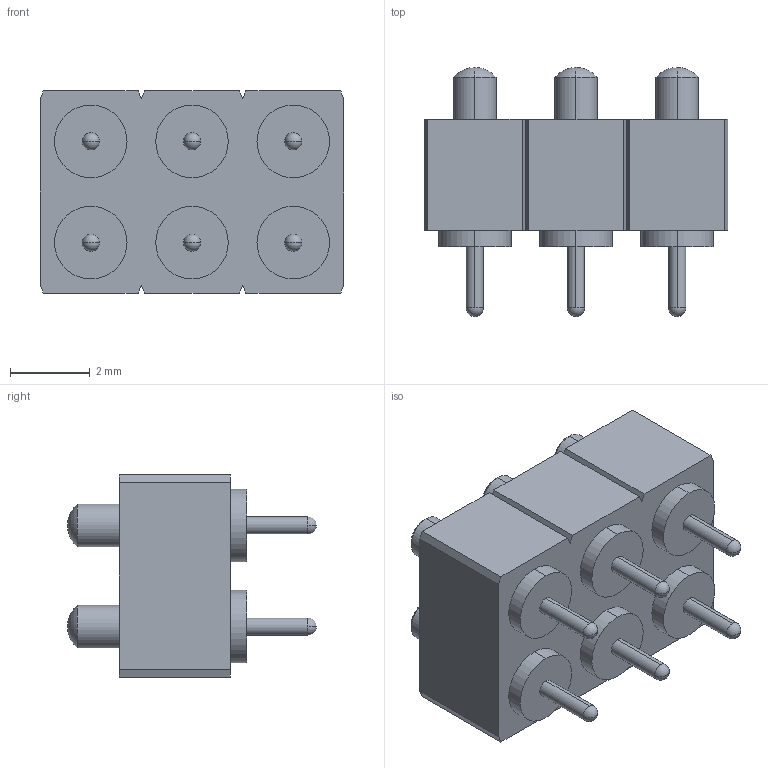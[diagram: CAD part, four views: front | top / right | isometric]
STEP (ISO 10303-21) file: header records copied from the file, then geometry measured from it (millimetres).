
FILE_DESCRIPTION (( 'STEP AP214' ), '1' );
FILE_NAME ('UEBK-12674.STEP', '2020-08-04T07:01:50', ( '' ), ( '' ), 'SwSTEP 2.0', 'SolidWorks 2020', '' );
FILE_SCHEMA (( 'AUTOMOTIVE_DESIGN' ));
Length unit declared in the file: millimetre
Products named in the file (3): Kontakt; Gehäuse; UEBK-12674
Assembly tree (7 placements, depth 2):
  UEBK-12674
    Gehäuse
    Kontakt  x6
Bounding box: 7.62 x 6.25 x 5.08 mm (x, y, z)
Volume: 121.6 mm3; surface area: 347 mm2
Topology: 7 solids, 7 shells, 136 faces, 324 edges, 196 vertices
Faces by surface type: cylinder 60, plane 40, torus 12, cone 12, sphere 12
Entity records: 1917 total; most frequent: DIRECTION 300, CARTESIAN_POINT 277, ORIENTED_EDGE 260, EDGE_CURVE 130, AXIS2_PLACEMENT_3D 109, VERTEX_POINT 86, LINE 82, VECTOR 82
